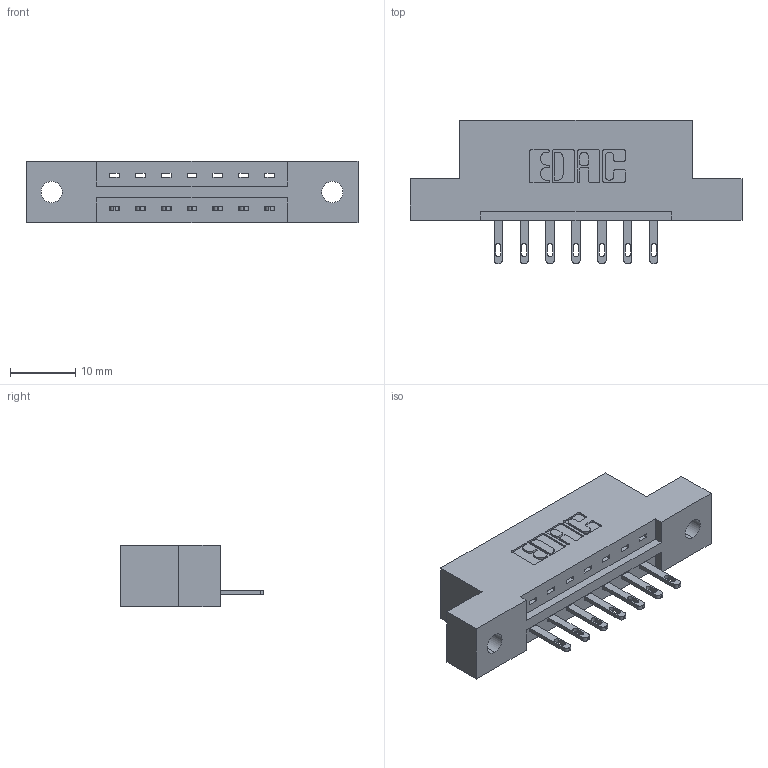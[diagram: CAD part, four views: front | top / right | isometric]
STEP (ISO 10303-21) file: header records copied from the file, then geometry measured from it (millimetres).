
FILE_DESCRIPTION (( 'STEP AP203' ), '1' );
FILE_NAME ('887-007-500-102.STEP', '2020-09-20T15:35:28', ( '' ), ( '' ), 'SwSTEP 2.0', 'SolidWorks 2020', '' );
FILE_SCHEMA (( 'CONFIG_CONTROL_DESIGN' ));
Length unit declared in the file: inch
Products named in the file (3): 887-007-500-102; 837 Part_Flush Mounting Lugs - 0.128 Dia; 345-292-001_345-293-100
Assembly tree (8 placements, depth 2):
  887-007-500-102
    837 Part_Flush Mounting Lugs - 0.128 Dia
    345-292-001_345-293-100  x7
Bounding box: 50.75 x 21.85 x 9.4 mm (x, y, z)
Volume: 4804.2 mm3; surface area: 4516.7 mm2
Topology: 8 solids, 8 shells, 520 faces, 1571 edges, 1046 vertices
Faces by surface type: plane 350, cylinder 170
Entity records: 9663 total; most frequent: CARTESIAN_POINT 1687, ORIENTED_EDGE 1630, DIRECTION 1493, EDGE_CURVE 815, LINE 683, VECTOR 683, VERTEX_POINT 542, AXIS2_PLACEMENT_3D 405
